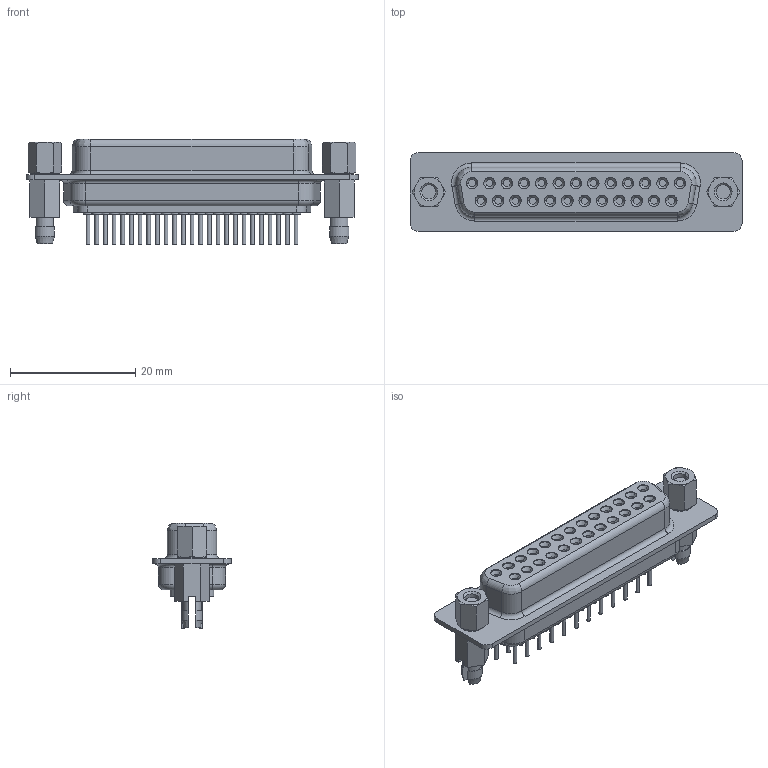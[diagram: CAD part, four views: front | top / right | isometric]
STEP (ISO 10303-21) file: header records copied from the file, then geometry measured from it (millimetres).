
FILE_DESCRIPTION((''),'2;1');
FILE_NAME('C-2301841-2','2018-06-14T',('workeradm'),('TE Connectivity Ltd.'),'CREO PARAMETRIC BY PTC INC, 2016050','CREO PARAMETRIC BY PTC INC, 2016050','');
FILE_SCHEMA(('AUTOMOTIVE_DESIGN { 1 0 10303 214 1 1 1 1 }'));
Length unit declared in the file: millimetre
Products named in the file (1): C-2301841-2
Bounding box: 53.1 x 12.55 x 16.85 mm (x, y, z)
Volume: 4656.5 mm3; surface area: 3202.1 mm2
Topology: 1 solids, 3 shells, 506 faces, 1102 edges, 688 vertices
Faces by surface type: cylinder 256, plane 148, cone 86, torus 12, bspline 4
Entity records: 14242 total; most frequent: DIRECTION 2614, CARTESIAN_POINT 2598, ORIENTED_EDGE 2204, EDGE_CURVE 1102, AXIS2_PLACEMENT_3D 1066, VERTEX_POINT 688, EDGE_LOOP 596, CIRCLE 564
